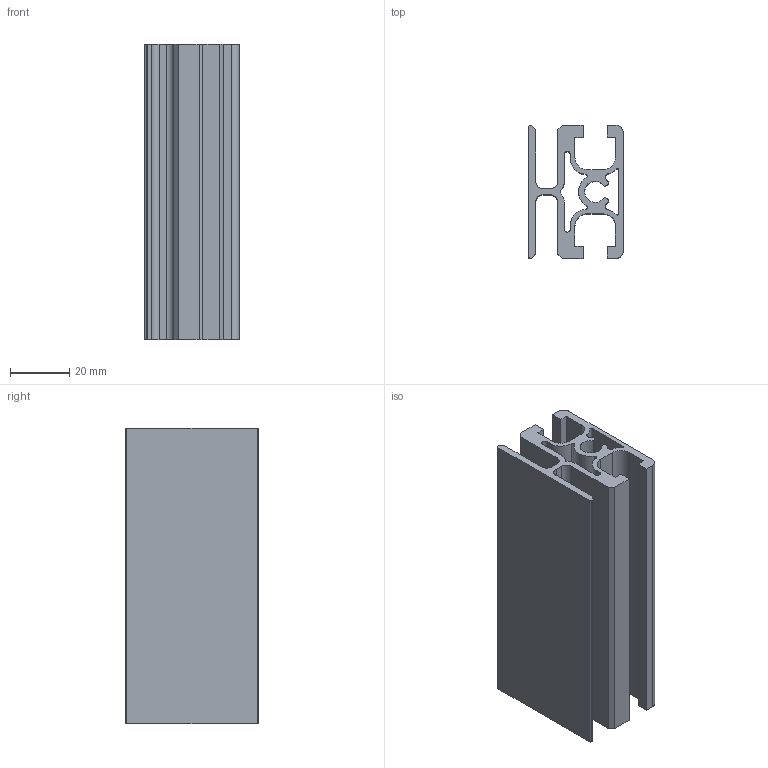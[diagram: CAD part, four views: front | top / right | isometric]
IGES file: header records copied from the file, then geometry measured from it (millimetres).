
Global section: file name: 113245; native system: Autodesk Inventor 2014; preprocessor: unknown; author: Frančeová,,; organization: 11; date: 20151222.103546; units: millimetre
Bounding box: 32 x 45 x 100 mm (x, y, z)
Volume: 54438.2 mm3; surface area: 43578.1 mm2
Topology: 1 solids, 1 shells, 72 faces, 210 edges, 140 vertices
Faces by surface type: bspline 72
